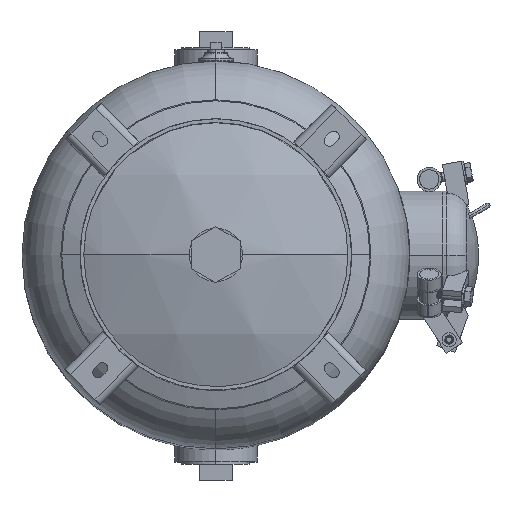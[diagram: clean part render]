
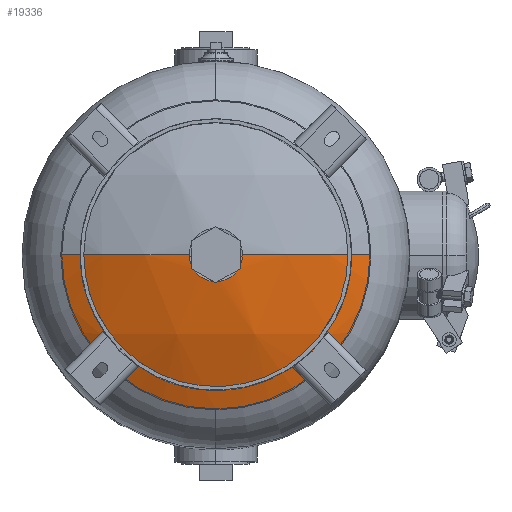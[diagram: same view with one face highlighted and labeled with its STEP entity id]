
A CAD part, top view. The second image highlights one B-rep face of the part: STEP entity #19336.
In plain terms, the highlighted spherical face has radius 457.2 mm.
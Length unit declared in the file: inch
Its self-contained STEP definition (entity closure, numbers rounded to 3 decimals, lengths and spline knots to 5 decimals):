
#60 = EDGE_LOOP ( 'NONE', ( #3839, #3840, #3841, #3842, #3843 ) ) ;
#543 = CIRCLE ( 'NONE', #573, 1.3775 ) ;
#546 = CIRCLE ( 'NONE', #551, 18. ) ;
#551 = AXIS2_PLACEMENT_3D ( 'NONE', #14707, #14708, #14709 ) ;
#572 = CIRCLE ( 'NONE', #575, 8. ) ;
#573 = AXIS2_PLACEMENT_3D ( 'NONE', #14710, #14711, #14712 ) ;
#574 = CIRCLE ( 'NONE', #577, 8. ) ;
#575 = AXIS2_PLACEMENT_3D ( 'NONE', #14714, #14715, #14716 ) ;
#576 = CIRCLE ( 'NONE', #579, 18. ) ;
#577 = AXIS2_PLACEMENT_3D ( 'NONE', #14719, #14720, #14721 ) ;
#579 = AXIS2_PLACEMENT_3D ( 'NONE', #14723, #14724, #14725 ) ;
#3839 = ORIENTED_EDGE ( 'NONE', *, *, #21040, .F. ) ;
#3840 = ORIENTED_EDGE ( 'NONE', *, *, #21039, .T. ) ;
#3841 = ORIENTED_EDGE ( 'NONE', *, *, #21041, .F. ) ;
#3842 = ORIENTED_EDGE ( 'NONE', *, *, #21042, .F. ) ;
#3843 = ORIENTED_EDGE ( 'NONE', *, *, #21043, .F. ) ;
#4240 = VERTEX_POINT ( 'NONE', #24151 ) ;
#4291 = VERTEX_POINT ( 'NONE', #24202 ) ;
#4297 = VERTEX_POINT ( 'NONE', #24208 ) ;
#4320 = VERTEX_POINT ( 'NONE', #24231 ) ;
#4323 = VERTEX_POINT ( 'NONE', #24234 ) ;
#5983 = FACE_OUTER_BOUND ( 'NONE', #60, .T. ) ;
#14707 = CARTESIAN_POINT ( 'NONE',  ( 0., 0., 6. ) ) ;
#14708 = DIRECTION ( 'NONE',  ( 0., -1., 0. ) ) ;
#14709 = DIRECTION ( 'NONE',  ( 1., 0., 0. ) ) ;
#14710 = CARTESIAN_POINT ( 'NONE',  ( 0., 0., 23.94721 ) ) ;
#14711 = DIRECTION ( 'NONE',  ( 0., 0., 1. ) ) ;
#14712 = DIRECTION ( 'NONE',  ( -1., 0., 0. ) ) ;
#14714 = CARTESIAN_POINT ( 'NONE',  ( 0., 0., 22.12452 ) ) ;
#14715 = DIRECTION ( 'NONE',  ( 0., 0., -1. ) ) ;
#14716 = DIRECTION ( 'NONE',  ( 0., 1., 0. ) ) ;
#14719 = CARTESIAN_POINT ( 'NONE',  ( 0., 0., 22.12452 ) ) ;
#14720 = DIRECTION ( 'NONE',  ( 0., 0., -1. ) ) ;
#14721 = DIRECTION ( 'NONE',  ( 0., 1., 0. ) ) ;
#14723 = CARTESIAN_POINT ( 'NONE',  ( 0., 0., 6. ) ) ;
#14724 = DIRECTION ( 'NONE',  ( 0., 1., 0. ) ) ;
#14725 = DIRECTION ( 'NONE',  ( 0., 0., 1. ) ) ;
#17226 = SPHERICAL_SURFACE ( 'NONE', #18668, 18. ) ;
#17229 = CARTESIAN_POINT ( 'NONE',  ( 0., 0., 6. ) ) ;
#17230 = DIRECTION ( 'NONE',  ( 0., -1., 0. ) ) ;
#17231 = DIRECTION ( 'NONE',  ( 1., 0., 0. ) ) ;
#18668 = AXIS2_PLACEMENT_3D ( 'NONE', #17229, #17230, #17231 ) ;
#19336 = ADVANCED_FACE ( 'NONE', ( #5983 ), #17226, .T. ) ;
#21039 = EDGE_CURVE ( 'NONE', #4291, #4240, #546, .T. ) ;
#21040 = EDGE_CURVE ( 'NONE', #4291, #4320, #543, .T. ) ;
#21041 = EDGE_CURVE ( 'NONE', #4297, #4240, #572, .T. ) ;
#21042 = EDGE_CURVE ( 'NONE', #4323, #4297, #574, .T. ) ;
#21043 = EDGE_CURVE ( 'NONE', #4320, #4323, #576, .T. ) ;
#24151 = CARTESIAN_POINT ( 'NONE',  ( -8., 0., 22.12452 ) ) ;
#24202 = CARTESIAN_POINT ( 'NONE',  ( -1.3775, 0., 23.94721 ) ) ;
#24208 = CARTESIAN_POINT ( 'NONE',  ( 0., -8., 22.12452 ) ) ;
#24231 = CARTESIAN_POINT ( 'NONE',  ( 1.3775, 0., 23.94721 ) ) ;
#24234 = CARTESIAN_POINT ( 'NONE',  ( 8., 0., 22.12452 ) ) ;
